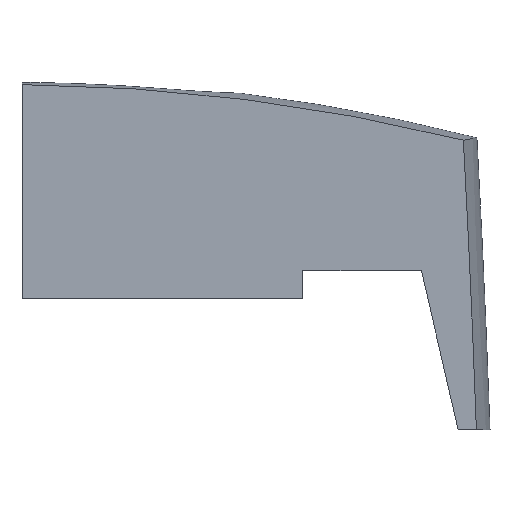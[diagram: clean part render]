
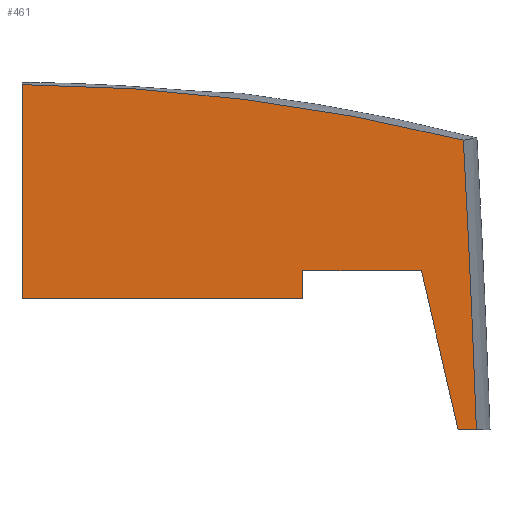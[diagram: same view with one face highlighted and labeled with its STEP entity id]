
A CAD part, front view. The second image highlights one B-rep face of the part: STEP entity #461.
In plain terms, the highlighted planar face has unit normal (0, -1, 0).
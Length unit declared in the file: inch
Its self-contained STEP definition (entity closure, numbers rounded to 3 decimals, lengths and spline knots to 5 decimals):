
#6 = CARTESIAN_POINT ( 'NONE',  ( -5.65471, 8.77713, 4.20791 ) ) ;
#48 = DIRECTION ( 'NONE',  ( 1., 0., 0. ) ) ;
#49 = DIRECTION ( 'NONE',  ( 0., -1., 0. ) ) ;
#51 = CARTESIAN_POINT ( 'NONE',  ( -5.70332, 8.77713, -1.84704 ) ) ;
#62 = CARTESIAN_POINT ( 'NONE',  ( -5.65471, 8.77713, 3.73547 ) ) ;
#78 = DIRECTION ( 'NONE',  ( 1., 0., 0. ) ) ;
#159 = CARTESIAN_POINT ( 'NONE',  ( -4.05816, 8.77713, 4.7821 ) ) ;
#181 = CARTESIAN_POINT ( 'NONE',  ( -5.65471, 8.77713, 4.98302 ) ) ;
#239 = ORIENTED_EDGE ( 'NONE', *, *, #766, .T. ) ;
#272 = CARTESIAN_POINT ( 'NONE',  ( -4.63896, 8.77713, 4.20791 ) ) ;
#289 = ORIENTED_EDGE ( 'NONE', *, *, #667, .T. ) ;
#307 = VERTEX_POINT ( 'NONE', #159 ) ;
#434 = AXIS2_PLACEMENT_3D ( 'NONE', #796, #790, #767 ) ;
#455 = CARTESIAN_POINT ( 'NONE',  ( -4.07712, 8.77713, 3.73547 ) ) ;
#461 = ADVANCED_FACE ( 'NONE', ( #926 ), #492, .T. ) ;
#462 = AXIS2_PLACEMENT_3D ( 'NONE', #51, #49, #48 ) ;
#484 = DIRECTION ( 'NONE',  ( 1., 0., 0. ) ) ;
#486 = DIRECTION ( 'NONE',  ( 0., -1., 0. ) ) ;
#492 = PLANE ( 'NONE',  #576 ) ;
#516 = ORIENTED_EDGE ( 'NONE', *, *, #763, .T. ) ;
#539 = CARTESIAN_POINT ( 'NONE',  ( -5.65471, 8.77713, 3.73547 ) ) ;
#564 = ORIENTED_EDGE ( 'NONE', *, *, #718, .T. ) ;
#574 = CARTESIAN_POINT ( 'NONE',  ( -5.65471, 8.77713, 4.20791 ) ) ;
#576 = AXIS2_PLACEMENT_3D ( 'NONE', #539, #486, #484 ) ;
#651 = CARTESIAN_POINT ( 'NONE',  ( -4.01112, 8.77713, 3.73547 ) ) ;
#667 = EDGE_CURVE ( 'NONE', #1268, #1009, #824, .T. ) ;
#675 = EDGE_CURVE ( 'NONE', #307, #1334, #844, .T. ) ;
#683 = VECTOR ( 'NONE', #993, 39.37008 ) ;
#687 = LINE ( 'NONE', #1048, #683 ) ;
#695 = CIRCLE ( 'NONE', #434, 55.06882 ) ;
#708 = CARTESIAN_POINT ( 'NONE',  ( -4.20983, 8.77713, 4.31027 ) ) ;
#717 = VECTOR ( 'NONE', #1161, 39.37008 ) ;
#718 = EDGE_CURVE ( 'NONE', #1191, #1275, #774, .T. ) ;
#724 = VECTOR ( 'NONE', #1186, 39.37008 ) ;
#729 = LINE ( 'NONE', #1173, #717 ) ;
#736 = LINE ( 'NONE', #1274, #724 ) ;
#740 = VECTOR ( 'NONE', #1204, 39.37008 ) ;
#747 = EDGE_CURVE ( 'NONE', #1275, #800, #753, .T. ) ;
#753 = LINE ( 'NONE', #1304, #740 ) ;
#758 = VECTOR ( 'NONE', #1245, 39.37008 ) ;
#763 = EDGE_CURVE ( 'NONE', #800, #845, #736, .T. ) ;
#766 = EDGE_CURVE ( 'NONE', #845, #1268, #729, .T. ) ;
#767 = DIRECTION ( 'NONE',  ( 1., 0., 0. ) ) ;
#774 = LINE ( 'NONE', #6, #758 ) ;
#790 = DIRECTION ( 'NONE',  ( 0., -1., 0. ) ) ;
#796 = CARTESIAN_POINT ( 'NONE',  ( -59.04544, 8.77713, 1.78665 ) ) ;
#800 = VERTEX_POINT ( 'NONE', #973 ) ;
#806 = EDGE_CURVE ( 'NONE', #1334, #1191, #687, .T. ) ;
#814 = VECTOR ( 'NONE', #78, 39.37008 ) ;
#824 = LINE ( 'NONE', #62, #814 ) ;
#834 = EDGE_CURVE ( 'NONE', #1009, #307, #695, .T. ) ;
#844 = CIRCLE ( 'NONE', #462, 6.83023 ) ;
#845 = VERTEX_POINT ( 'NONE', #708 ) ;
#879 = ORIENTED_EDGE ( 'NONE', *, *, #834, .T. ) ;
#893 = ORIENTED_EDGE ( 'NONE', *, *, #747, .T. ) ;
#926 = FACE_OUTER_BOUND ( 'NONE', #1013, .T. ) ;
#970 = ORIENTED_EDGE ( 'NONE', *, *, #675, .T. ) ;
#973 = CARTESIAN_POINT ( 'NONE',  ( -4.63896, 8.77713, 4.31027 ) ) ;
#993 = DIRECTION ( 'NONE',  ( 0., 0., -1. ) ) ;
#1009 = VERTEX_POINT ( 'NONE', #651 ) ;
#1013 = EDGE_LOOP ( 'NONE', ( #879, #970, #1107, #564, #893, #516, #239, #289 ) ) ;
#1048 = CARTESIAN_POINT ( 'NONE',  ( -5.65471, 8.77713, 3.73547 ) ) ;
#1107 = ORIENTED_EDGE ( 'NONE', *, *, #806, .T. ) ;
#1161 = DIRECTION ( 'NONE',  ( 0.225, 0., -0.974 ) ) ;
#1173 = CARTESIAN_POINT ( 'NONE',  ( -4.20983, 8.77713, 4.31027 ) ) ;
#1186 = DIRECTION ( 'NONE',  ( 1., 0., 0. ) ) ;
#1191 = VERTEX_POINT ( 'NONE', #574 ) ;
#1204 = DIRECTION ( 'NONE',  ( 0., 0., 1. ) ) ;
#1245 = DIRECTION ( 'NONE',  ( 1., 0., 0. ) ) ;
#1268 = VERTEX_POINT ( 'NONE', #455 ) ;
#1274 = CARTESIAN_POINT ( 'NONE',  ( -5.65471, 8.77713, 4.31027 ) ) ;
#1275 = VERTEX_POINT ( 'NONE', #272 ) ;
#1304 = CARTESIAN_POINT ( 'NONE',  ( -4.63896, 8.77713, 3.73547 ) ) ;
#1334 = VERTEX_POINT ( 'NONE', #181 ) ;
